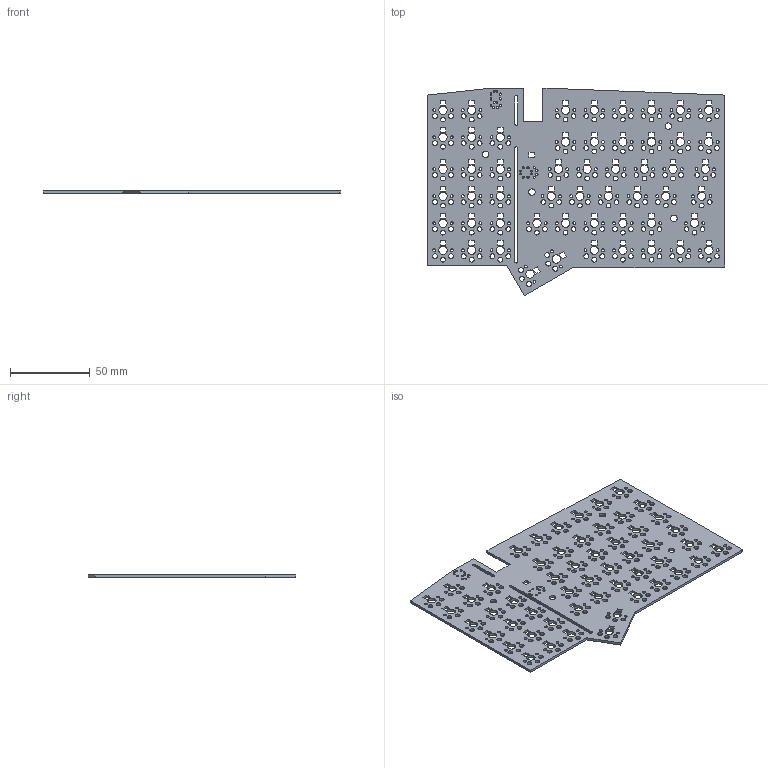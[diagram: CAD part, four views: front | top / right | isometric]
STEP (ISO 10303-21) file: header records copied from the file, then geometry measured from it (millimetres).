
FILE_DESCRIPTION(('KiCad electronic assembly'),'2;1');
FILE_NAME('NomadKeyboard.step','2024-11-23T18:26:04',('Pcbnew'),('Kicad' ),'Open CASCADE STEP processor 7.7','KiCad to STEP converter', 'Unknown');
FILE_SCHEMA(('AUTOMOTIVE_DESIGN { 1 0 10303 214 1 1 1 1 }'));
Length unit declared in the file: millimetre
Products named in the file (2): NomadKeyboard 1; NomadKeyboard_PCB
Assembly tree (1 placements, depth 2):
  NomadKeyboard 1
    NomadKeyboard_PCB
Bounding box: 187 x 130.25 x 1.6 mm (x, y, z)
Volume: 27766.7 mm3; surface area: 42290.8 mm2
Topology: 1 solids, 1 shells, 651 faces, 1947 edges, 1298 vertices
Faces by surface type: cylinder 378, plane 273
Full cylindrical faces by diameter (mm): 1.2 x8, 1.8 x108, 3 x162, 4.1 x4, 5.2 x54
Entity records: 23870 total; most frequent: DIRECTION 4009, CARTESIAN_POINT 3898, ORIENTED_EDGE 3894, EDGE_CURVE 1947, FACE_BOUND 1469, EDGE_LOOP 1469, AXIS2_PLACEMENT_3D 1409, VERTEX_POINT 1298
